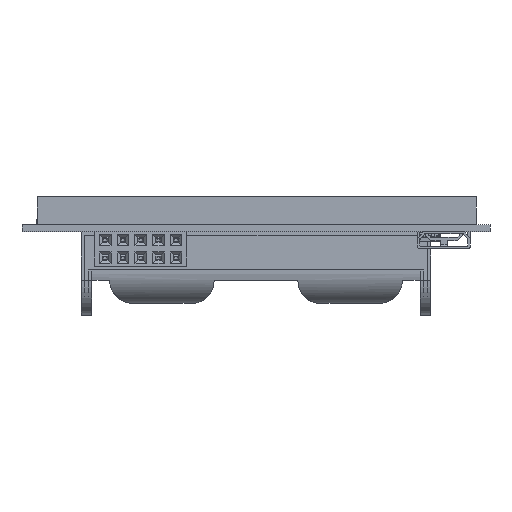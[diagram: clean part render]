
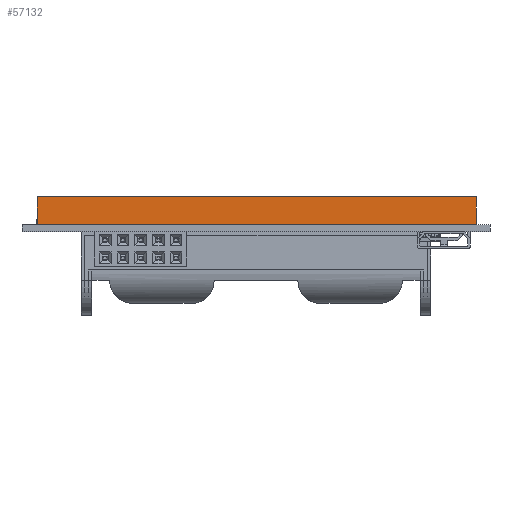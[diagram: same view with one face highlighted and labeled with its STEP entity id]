
A CAD part, left-side view. The second image highlights one B-rep face of the part: STEP entity #57132.
In plain terms, the highlighted planar face has unit normal (-1, 0, 0).
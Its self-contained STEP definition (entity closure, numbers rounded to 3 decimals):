
#57106 = VERTEX_POINT('',#57107);
#57107 = CARTESIAN_POINT('',(-45.545,27.787,0.));
#57115 = VERTEX_POINT('',#57116);
#57116 = CARTESIAN_POINT('',(-45.545,27.787,-4.));
#57122 = EDGE_CURVE('',#57106,#57115,#57123,.T.);
#57123 = LINE('',#57124,#57125);
#57124 = CARTESIAN_POINT('',(-45.545,27.787,0.));
#57125 = VECTOR('',#57126,1.);
#57126 = DIRECTION('',(0.,0.,-1.));
#57132 = ADVANCED_FACE('',(#57133),#57158,.T.);
#57133 = FACE_BOUND('',#57134,.T.);
#57134 = EDGE_LOOP('',(#57135,#57143,#57144,#57152));
#57135 = ORIENTED_EDGE('',*,*,#57136,.T.);
#57136 = EDGE_CURVE('',#57137,#57106,#57139,.T.);
#57137 = VERTEX_POINT('',#57138);
#57138 = CARTESIAN_POINT('',(-45.545,-35.013,0.));
#57139 = LINE('',#57140,#57141);
#57140 = CARTESIAN_POINT('',(-45.545,-35.013,0.));
#57141 = VECTOR('',#57142,1.);
#57142 = DIRECTION('',(0.,1.,0.));
#57143 = ORIENTED_EDGE('',*,*,#57122,.T.);
#57144 = ORIENTED_EDGE('',*,*,#57145,.F.);
#57145 = EDGE_CURVE('',#57146,#57115,#57148,.T.);
#57146 = VERTEX_POINT('',#57147);
#57147 = CARTESIAN_POINT('',(-45.545,-35.013,-4.));
#57148 = LINE('',#57149,#57150);
#57149 = CARTESIAN_POINT('',(-45.545,-35.013,-4.));
#57150 = VECTOR('',#57151,1.);
#57151 = DIRECTION('',(0.,1.,0.));
#57152 = ORIENTED_EDGE('',*,*,#57153,.F.);
#57153 = EDGE_CURVE('',#57137,#57146,#57154,.T.);
#57154 = LINE('',#57155,#57156);
#57155 = CARTESIAN_POINT('',(-45.545,-35.013,0.));
#57156 = VECTOR('',#57157,1.);
#57157 = DIRECTION('',(0.,0.,-1.));
#57158 = PLANE('',#57159);
#57159 = AXIS2_PLACEMENT_3D('',#57160,#57161,#57162);
#57160 = CARTESIAN_POINT('',(-45.545,-35.013,0.));
#57161 = DIRECTION('',(-1.,0.,0.));
#57162 = DIRECTION('',(0.,1.,0.));
